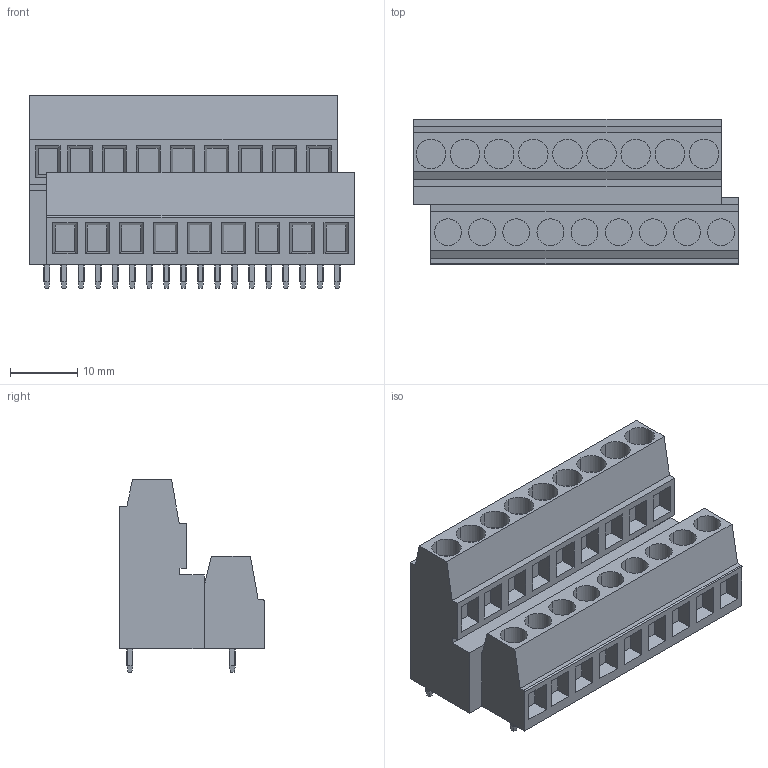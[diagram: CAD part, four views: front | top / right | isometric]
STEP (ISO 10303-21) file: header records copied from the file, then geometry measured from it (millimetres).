
FILE_DESCRIPTION(('CATIA V5 STEP Exchange','CAx-IF Rec.Pracs.--- Model Styling and Organization---1.2---2011-12-15'),'2;1');
FILE_NAME ('D1455704_0_1768920000_1768920000.stp','2018-09-07T07:56:49+00:00',('none'),('Weidmueller'),'CATIA Version 5-6 Release 2014','CATIA V5 STEP AP214','none');
FILE_SCHEMA(('AUTOMOTIVE_DESIGN { 1 0 10303 214 1 1 1 1 }'));
Length unit declared in the file: millimetre
Products named in the file (1): 1768920000
Bounding box: 48.26 x 21.6 x 28.7 mm (x, y, z)
Volume: 15936.4 mm3; surface area: 6757.7 mm2
Topology: 19 solids, 19 shells, 420 faces, 1038 edges, 692 vertices
Faces by surface type: plane 383, cylinder 37
Entity records: 11420 total; most frequent: CARTESIAN_POINT 2214, ORIENTED_EDGE 2076, DIRECTION 1470, EDGE_CURVE 1038, VECTOR 786, LINE 786, VERTEX_POINT 692, EDGE_LOOP 456
